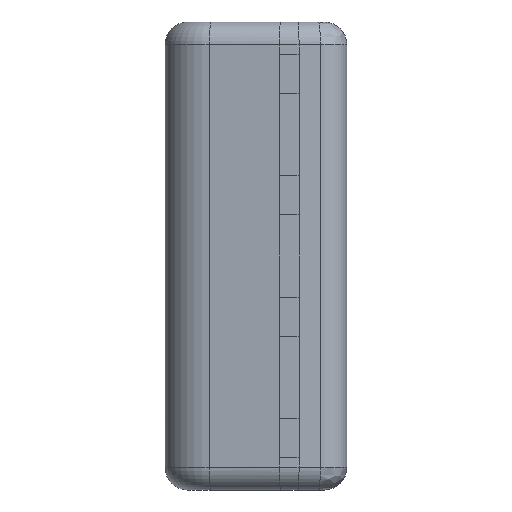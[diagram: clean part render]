
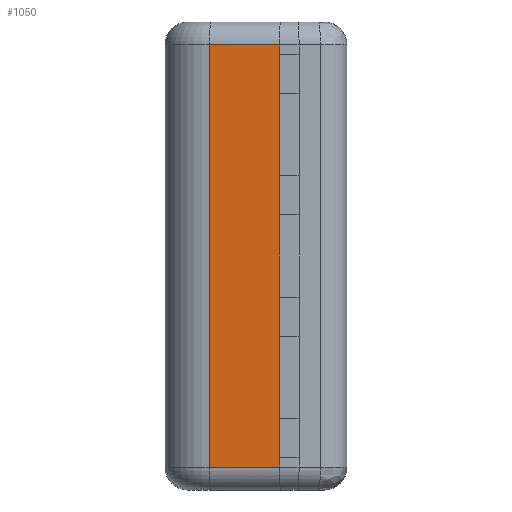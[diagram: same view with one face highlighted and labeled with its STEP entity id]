
A CAD part, front view. The second image highlights one B-rep face of the part: STEP entity #1050.
In plain terms, the highlighted planar face has unit normal (-0.07, -0.998, 0).
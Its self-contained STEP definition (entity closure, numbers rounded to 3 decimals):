
#61=PLANE('',#1160);
#112=FACE_OUTER_BOUND('',#177,.T.);
#177=EDGE_LOOP('',(#872,#873,#874,#875,#876,#877,#878,#879,#880,#881,#882,
#883));
#199=LINE('',#1550,#302);
#203=LINE('',#1561,#306);
#215=LINE('',#1586,#318);
#237=LINE('',#1630,#340);
#239=LINE('',#1636,#342);
#251=LINE('',#1660,#354);
#256=LINE('',#1669,#359);
#257=LINE('',#1671,#360);
#259=LINE('',#1674,#362);
#262=LINE('',#1678,#365);
#267=LINE('',#1695,#370);
#284=LINE('',#1776,#387);
#302=VECTOR('',#1218,10.);
#306=VECTOR('',#1228,10.);
#318=VECTOR('',#1250,10.);
#340=VECTOR('',#1288,10.);
#342=VECTOR('',#1294,10.);
#354=VECTOR('',#1316,10.);
#359=VECTOR('',#1323,10.);
#360=VECTOR('',#1326,10.);
#362=VECTOR('',#1330,10.);
#365=VECTOR('',#1335,10.);
#370=VECTOR('',#1352,10.);
#387=VECTOR('',#1427,10.);
#452=VERTEX_POINT('',#1547);
#453=VERTEX_POINT('',#1549);
#456=VERTEX_POINT('',#1559);
#457=VERTEX_POINT('',#1560);
#464=VERTEX_POINT('',#1584);
#465=VERTEX_POINT('',#1585);
#476=VERTEX_POINT('',#1618);
#478=VERTEX_POINT('',#1624);
#480=VERTEX_POINT('',#1634);
#481=VERTEX_POINT('',#1635);
#488=VERTEX_POINT('',#1659);
#491=VERTEX_POINT('',#1667);
#542=EDGE_CURVE('',#452,#453,#199,.T.);
#547=EDGE_CURVE('',#456,#457,#203,.T.);
#559=EDGE_CURVE('',#464,#465,#215,.T.);
#581=EDGE_CURVE('',#476,#478,#237,.T.);
#583=EDGE_CURVE('',#480,#481,#239,.T.);
#595=EDGE_CURVE('',#481,#488,#251,.T.);
#600=EDGE_CURVE('',#491,#476,#256,.T.);
#601=EDGE_CURVE('',#465,#480,#257,.T.);
#603=EDGE_CURVE('',#457,#464,#259,.T.);
#606=EDGE_CURVE('',#478,#456,#262,.T.);
#614=EDGE_CURVE('',#488,#452,#267,.T.);
#648=EDGE_CURVE('',#453,#491,#284,.T.);
#872=ORIENTED_EDGE('',*,*,#614,.F.);
#873=ORIENTED_EDGE('',*,*,#595,.F.);
#874=ORIENTED_EDGE('',*,*,#583,.F.);
#875=ORIENTED_EDGE('',*,*,#601,.F.);
#876=ORIENTED_EDGE('',*,*,#559,.F.);
#877=ORIENTED_EDGE('',*,*,#603,.F.);
#878=ORIENTED_EDGE('',*,*,#547,.F.);
#879=ORIENTED_EDGE('',*,*,#606,.F.);
#880=ORIENTED_EDGE('',*,*,#581,.F.);
#881=ORIENTED_EDGE('',*,*,#600,.F.);
#882=ORIENTED_EDGE('',*,*,#648,.F.);
#883=ORIENTED_EDGE('',*,*,#542,.F.);
#1050=ADVANCED_FACE('',(#112),#61,.T.);
#1160=AXIS2_PLACEMENT_3D('',#1775,#1425,#1426);
#1218=DIRECTION('',(0.,0.,1.));
#1228=DIRECTION('',(0.,0.,-1.));
#1250=DIRECTION('',(0.,0.,-1.));
#1288=DIRECTION('',(0.,0.,-1.));
#1294=DIRECTION('',(0.,0.,-1.));
#1316=DIRECTION('',(0.,0.,-1.));
#1323=DIRECTION('',(0.,0.,-1.));
#1326=DIRECTION('',(0.,0.,-1.));
#1330=DIRECTION('',(0.,0.,-1.));
#1335=DIRECTION('',(0.,0.,-1.));
#1352=DIRECTION('',(-0.998,0.07,0.));
#1425=DIRECTION('center_axis',(-0.07,-0.998,0.));
#1426=DIRECTION('ref_axis',(0.998,-0.07,0.));
#1427=DIRECTION('',(0.998,-0.07,0.));
#1547=CARTESIAN_POINT('',(-0.836,-1.924,-2.21));
#1549=CARTESIAN_POINT('',(-0.836,-1.924,2.21));
#1550=CARTESIAN_POINT('',(-0.836,-1.924,0.));
#1559=CARTESIAN_POINT('',(-0.102,-1.975,0.84));
#1560=CARTESIAN_POINT('',(-0.102,-1.975,0.43));
#1561=CARTESIAN_POINT('',(-0.102,-1.975,0.));
#1584=CARTESIAN_POINT('',(-0.102,-1.975,-0.43));
#1585=CARTESIAN_POINT('',(-0.102,-1.975,-0.84));
#1586=CARTESIAN_POINT('',(-0.102,-1.975,0.));
#1618=CARTESIAN_POINT('',(-0.102,-1.975,2.11));
#1624=CARTESIAN_POINT('',(-0.102,-1.975,1.7));
#1630=CARTESIAN_POINT('',(-0.102,-1.975,0.));
#1634=CARTESIAN_POINT('',(-0.102,-1.975,-1.7));
#1635=CARTESIAN_POINT('',(-0.102,-1.975,-2.11));
#1636=CARTESIAN_POINT('',(-0.102,-1.975,0.));
#1659=CARTESIAN_POINT('',(-0.102,-1.975,-2.21));
#1660=CARTESIAN_POINT('',(-0.102,-1.975,0.));
#1667=CARTESIAN_POINT('',(-0.102,-1.975,2.21));
#1669=CARTESIAN_POINT('',(-0.102,-1.975,0.));
#1671=CARTESIAN_POINT('',(-0.102,-1.975,0.));
#1674=CARTESIAN_POINT('',(-0.102,-1.975,0.));
#1678=CARTESIAN_POINT('',(-0.102,-1.975,0.));
#1695=CARTESIAN_POINT('',(-0.66,-1.936,-2.21));
#1775=CARTESIAN_POINT('Origin',(-0.836,-1.924,0.));
#1776=CARTESIAN_POINT('',(-0.66,-1.936,2.21));
